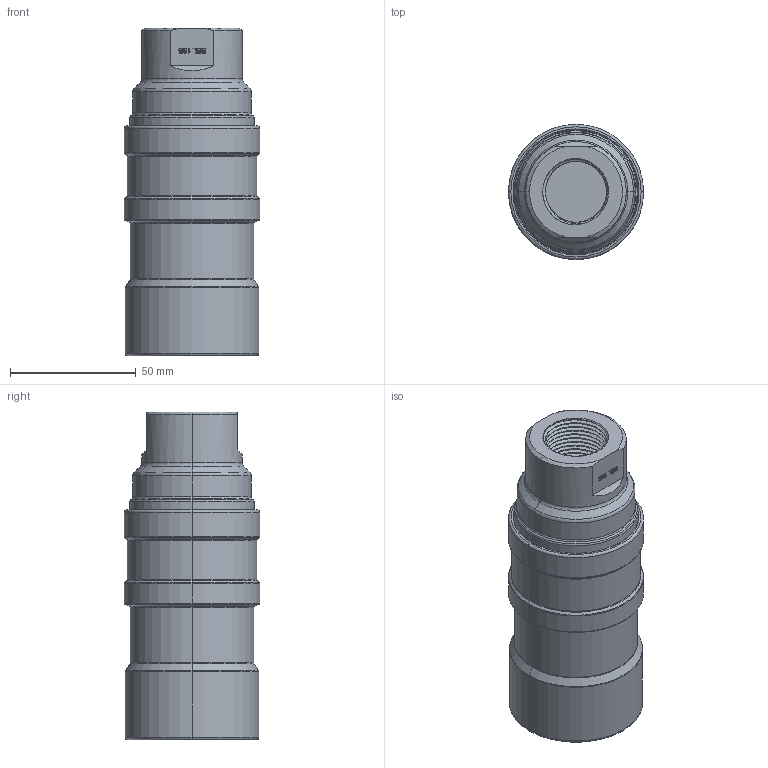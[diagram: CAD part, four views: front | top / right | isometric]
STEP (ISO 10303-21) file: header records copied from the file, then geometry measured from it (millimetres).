
FILE_DESCRIPTION (( 'STEP AP214' ), '1' );
FILE_NAME ('BSL 16S G34F-BR.STEP', '2025-01-20T07:13:13', ( 'Windows 蚚誧' ), ( '' ), 'SwSTEP 2.0', 'SolidWorks 2023', '' );
FILE_SCHEMA (( 'AUTOMOTIVE_DESIGN' ));
Length unit declared in the file: millimetre
Products named in the file (1): BSL 16S G34F-BR
Bounding box: 53.8 x 53.8 x 130.41 mm (x, y, z)
Volume: 209694.3 mm3; surface area: 31195.3 mm2
Topology: 1 solids, 1 shells, 320 faces, 840 edges, 547 vertices
Faces by surface type: bspline 110, plane 79, cylinder 60, torus 30, cone 21, sphere 20
Entity records: 16990 total; most frequent: CARTESIAN_POINT 10195, ORIENTED_EDGE 1620, DIRECTION 1005, EDGE_CURVE 810, VERTEX_POINT 527, B_SPLINE_CURVE_WITH_KNOTS 371, AXIS2_PLACEMENT_3D 357, EDGE_LOOP 355
